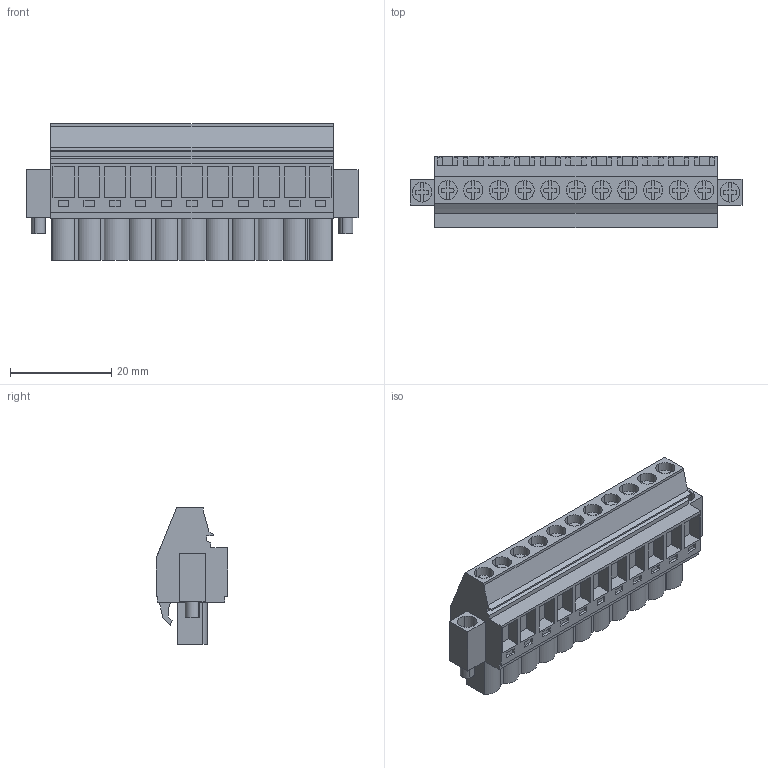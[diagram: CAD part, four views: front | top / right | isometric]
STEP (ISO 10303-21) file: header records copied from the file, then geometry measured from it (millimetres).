
FILE_DESCRIPTION(('CATIA V5 STEP','CAx-IF Rec.Pracs.--- Model Styling and Organization---1.2---2011-12-15'),'2;1');
FILE_NAME ('D1460191_0_1950670000_1950670000.stp','2017-09-09T08:13:23+00:00',('none'),('Weidmueller'),'CATIA Version 5-6 Release 2014','CATIA V5 STEP AP214','none');
FILE_SCHEMA(('AUTOMOTIVE_DESIGN { 1 0 10303 214 1 1 1 1 }'));
Length unit declared in the file: millimetre
Products named in the file (1): 1950670000
Bounding box: 65.68 x 14.1 x 27.1 mm (x, y, z)
Volume: 13103 mm3; surface area: 8271 mm2
Topology: 14 solids, 14 shells, 780 faces, 2165 edges, 1464 vertices
Faces by surface type: plane 661, cylinder 117, extrusion 2
Entity records: 22901 total; most frequent: ORIENTED_EDGE 4330, CARTESIAN_POINT 4109, DIRECTION 3069, EDGE_CURVE 2165, VECTOR 1877, LINE 1875, VERTEX_POINT 1464, EDGE_LOOP 837
